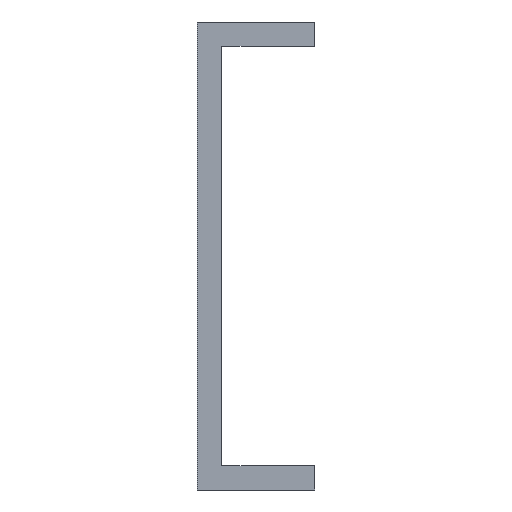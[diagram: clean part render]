
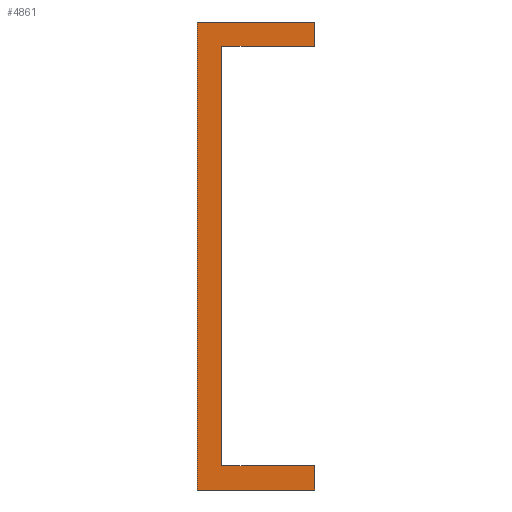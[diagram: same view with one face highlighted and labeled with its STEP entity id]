
A CAD part, front view. The second image highlights one B-rep face of the part: STEP entity #4861.
In plain terms, the highlighted planar face has unit normal (0, -1, 0).
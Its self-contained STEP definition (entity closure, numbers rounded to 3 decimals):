
#223=PLANE('',#5292);
#405=FACE_OUTER_BOUND('',#655,.T.);
#655=EDGE_LOOP('',(#3635,#3636,#3637,#3638,#3639,#3640,#3641,#3642));
#1104=LINE('',#7623,#1511);
#1115=LINE('',#7646,#1522);
#1116=LINE('',#7648,#1523);
#1117=LINE('',#7649,#1524);
#1118=LINE('',#7651,#1525);
#1119=LINE('',#7653,#1526);
#1120=LINE('',#7655,#1527);
#1121=LINE('',#7656,#1528);
#1511=VECTOR('',#6210,1000.);
#1522=VECTOR('',#6225,1000.);
#1523=VECTOR('',#6226,1000.);
#1524=VECTOR('',#6227,1000.);
#1525=VECTOR('',#6228,1000.);
#1526=VECTOR('',#6229,1000.);
#1527=VECTOR('',#6230,1000.);
#1528=VECTOR('',#6231,1000.);
#2325=VERTEX_POINT('',#7621);
#2326=VERTEX_POINT('',#7622);
#2335=VERTEX_POINT('',#7644);
#2336=VERTEX_POINT('',#7645);
#2337=VERTEX_POINT('',#7647);
#2338=VERTEX_POINT('',#7650);
#2339=VERTEX_POINT('',#7652);
#2340=VERTEX_POINT('',#7654);
#2850=EDGE_CURVE('',#2325,#2326,#1104,.T.);
#2861=EDGE_CURVE('',#2335,#2336,#1115,.T.);
#2862=EDGE_CURVE('',#2337,#2335,#1116,.T.);
#2863=EDGE_CURVE('',#2326,#2337,#1117,.T.);
#2864=EDGE_CURVE('',#2338,#2325,#1118,.T.);
#2865=EDGE_CURVE('',#2339,#2338,#1119,.T.);
#2866=EDGE_CURVE('',#2340,#2339,#1120,.T.);
#2867=EDGE_CURVE('',#2336,#2340,#1121,.T.);
#3635=ORIENTED_EDGE('',*,*,#2861,.F.);
#3636=ORIENTED_EDGE('',*,*,#2862,.F.);
#3637=ORIENTED_EDGE('',*,*,#2863,.F.);
#3638=ORIENTED_EDGE('',*,*,#2850,.F.);
#3639=ORIENTED_EDGE('',*,*,#2864,.F.);
#3640=ORIENTED_EDGE('',*,*,#2865,.F.);
#3641=ORIENTED_EDGE('',*,*,#2866,.F.);
#3642=ORIENTED_EDGE('',*,*,#2867,.F.);
#4861=ADVANCED_FACE('',(#405),#223,.T.);
#5292=AXIS2_PLACEMENT_3D('',#7643,#6223,#6224);
#6210=DIRECTION('',(1.,0.,0.));
#6223=DIRECTION('center_axis',(0.,-1.,0.));
#6224=DIRECTION('ref_axis',(0.,0.,-1.));
#6225=DIRECTION('',(0.,0.,-1.));
#6226=DIRECTION('',(-1.,0.,0.));
#6227=DIRECTION('',(0.,0.,-1.));
#6228=DIRECTION('',(0.,0.,1.));
#6229=DIRECTION('',(-1.,0.,0.));
#6230=DIRECTION('',(0.,0.,-1.));
#6231=DIRECTION('',(1.,0.,0.));
#7621=CARTESIAN_POINT('',(-24.,0.,2.5));
#7622=CARTESIAN_POINT('',(-12.,0.,2.5));
#7623=CARTESIAN_POINT('',(24.,0.,2.5));
#7643=CARTESIAN_POINT('Origin',(0.,0.,0.));
#7644=CARTESIAN_POINT('',(-21.5,0.,0.));
#7645=CARTESIAN_POINT('',(-21.5,0.,-43.));
#7646=CARTESIAN_POINT('',(-21.5,0.,0.));
#7647=CARTESIAN_POINT('',(-12.,0.,0.));
#7648=CARTESIAN_POINT('',(-12.,0.,0.));
#7649=CARTESIAN_POINT('',(-12.,0.,0.));
#7650=CARTESIAN_POINT('',(-24.,0.,-45.5));
#7651=CARTESIAN_POINT('',(-24.,0.,-45.5));
#7652=CARTESIAN_POINT('',(-12.,0.,-45.5));
#7653=CARTESIAN_POINT('',(-21.5,0.,-45.5));
#7654=CARTESIAN_POINT('',(-12.,0.,-43.));
#7655=CARTESIAN_POINT('',(-12.,0.,-43.));
#7656=CARTESIAN_POINT('',(-12.,0.,-43.));
